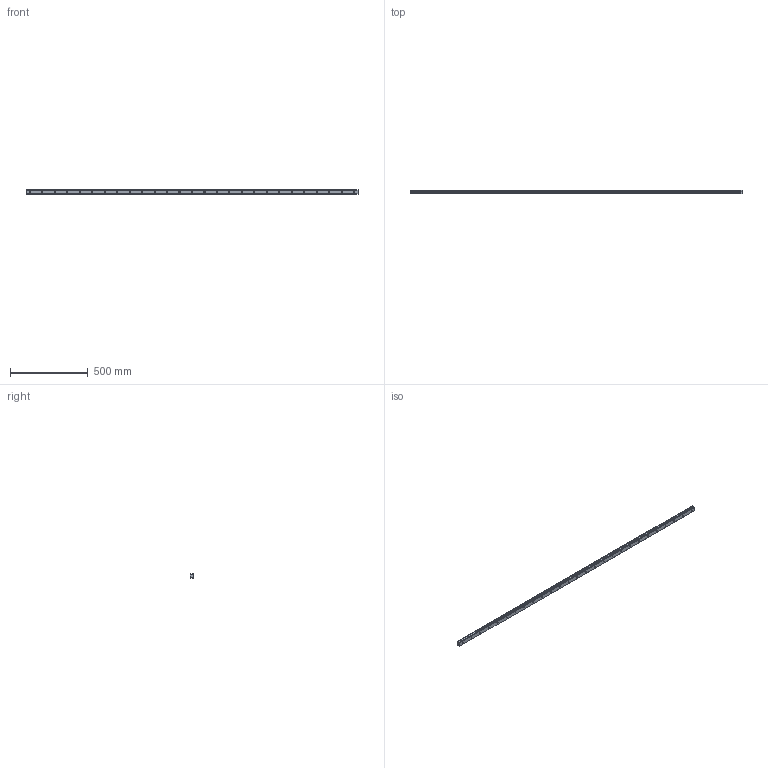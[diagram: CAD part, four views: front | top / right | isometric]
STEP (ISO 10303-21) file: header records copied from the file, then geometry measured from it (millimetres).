
FILE_DESCRIPTION (( 'STEP AP214' ), '1' );
FILE_NAME ('SSR30XTB1SS-2130L_G25_0_B-M6F_1016-5_0_0_0.STEP', '2021-06-29T11:32:27', ( '' ), ( '' ), 'SwSTEP 2.0', 'SolidWorks 2021', '' );
FILE_SCHEMA (( 'AUTOMOTIVE_DESIGN' ));
Length unit declared in the file: millimetre
Products named in the file (2): _SSR30XTBY213025 Track; SSR30XTB1SS-2130L_G25_0_B-M6F_1016-5_0_0_0
Assembly tree (1 placements, depth 2):
  SSR30XTB1SS-2130L_G25_0_B-M6F_1016-5_0_0_0
    _SSR30XTBY213025 Track
Bounding box: 2130 x 23 x 28 mm (x, y, z)
Volume: 1149970 mm3; surface area: 247916.7 mm2
Topology: 1 solids, 1 shells, 162 faces, 399 edges, 266 vertices
Faces by surface type: cylinder 115, plane 47
Entity records: 5087 total; most frequent: DIRECTION 961, CARTESIAN_POINT 831, ORIENTED_EDGE 798, EDGE_CURVE 399, AXIS2_PLACEMENT_3D 396, VERTEX_POINT 266, EDGE_LOOP 243, CIRCLE 230
